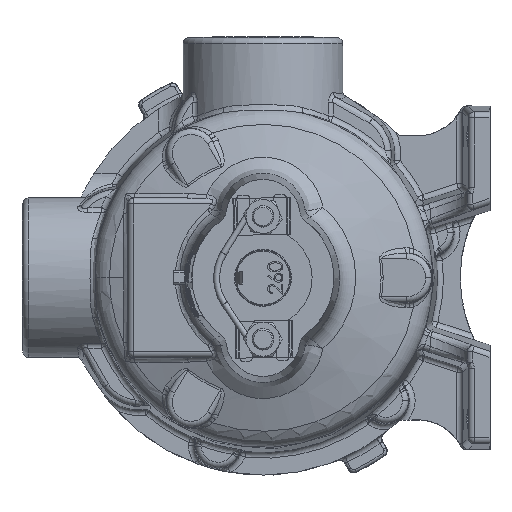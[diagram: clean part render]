
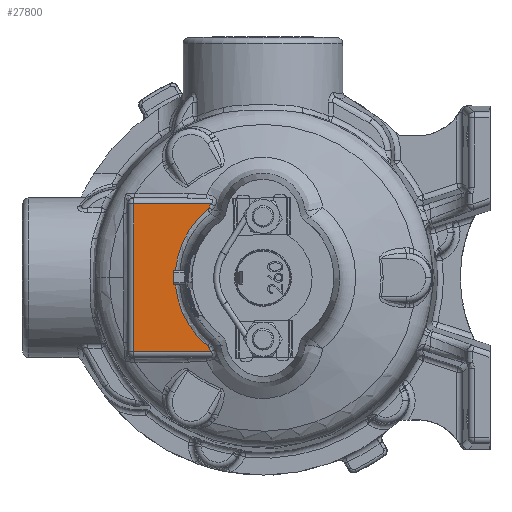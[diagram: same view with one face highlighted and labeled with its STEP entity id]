
A CAD part, left-side view. The second image highlights one B-rep face of the part: STEP entity #27800.
In plain terms, the highlighted planar face has unit normal (-1, 0, 0).
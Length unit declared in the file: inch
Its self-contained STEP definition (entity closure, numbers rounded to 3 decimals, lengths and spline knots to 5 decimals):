
#1015 = CARTESIAN_POINT ( 'NONE',  ( -4.25, 1.10329, 1.41295 ) ) ;
#1047 = DIRECTION ( 'NONE',  ( 1., 0., 0. ) ) ;
#1604 = EDGE_CURVE ( 'NONE', #1732, #39885, #13140, .T. ) ;
#1732 = VERTEX_POINT ( 'NONE', #60929 ) ;
#3651 = CARTESIAN_POINT ( 'NONE',  ( -4.25, 1.07362, -1.47673 ) ) ;
#4329 = VECTOR ( 'NONE', #37668, 39.37008 ) ;
#4508 = DIRECTION ( 'NONE',  ( 0., 0., -1. ) ) ;
#5662 = CARTESIAN_POINT ( 'NONE',  ( -4.25, 2.63, 1.505 ) ) ;
#8672 = LINE ( 'NONE', #45347, #33688 ) ;
#9780 = ORIENTED_EDGE ( 'NONE', *, *, #47257, .T. ) ;
#9847 = LINE ( 'NONE', #39970, #34869 ) ;
#13140 = B_SPLINE_CURVE_WITH_KNOTS ( 'NONE', 3,
 ( #50921, #20993, #55915, #26001, #1015, #36009 ),
 .UNSPECIFIED., .F., .F.,
 ( 4, 2, 4 ),
 ( 0., 0.00055, 0.00109 ),
 .UNSPECIFIED. ) ;
#13719 = CARTESIAN_POINT ( 'NONE',  ( -4.25, 1.08713, -1.44818 ) ) ;
#13817 = B_SPLINE_CURVE_WITH_KNOTS ( 'NONE', 3,
 ( #40880, #15924, #55929, #26018 ),
 .UNSPECIFIED., .F., .F.,
 ( 4, 4 ),
 ( 0., 0.00241 ),
 .UNSPECIFIED. ) ;
#15924 = CARTESIAN_POINT ( 'NONE',  ( -4.25, 1.08713, 1.44818 ) ) ;
#16440 = ORIENTED_EDGE ( 'NONE', *, *, #21219, .T. ) ;
#16912 = CARTESIAN_POINT ( 'NONE',  ( -4.25, 1.05955, 1.505 ) ) ;
#17878 = ORIENTED_EDGE ( 'NONE', *, *, #29313, .T. ) ;
#20449 = EDGE_LOOP ( 'NONE', ( #59922, #9780, #41551, #24747, #63099, #17878, #22610, #16440 ) ) ;
#20993 = CARTESIAN_POINT ( 'NONE',  ( -4.25, 1.12084, 1.39058 ) ) ;
#21219 = EDGE_CURVE ( 'NONE', #36184, #41244, #51031, .T. ) ;
#22354 = EDGE_CURVE ( 'NONE', #39885, #23264, #13817, .T. ) ;
#22589 = CARTESIAN_POINT ( 'NONE',  ( -4.25, 1.10708, -1.40678 ) ) ;
#22610 = ORIENTED_EDGE ( 'NONE', *, *, #64475, .T. ) ;
#23164 = EDGE_CURVE ( 'NONE', #23264, #42192, #8672, .T. ) ;
#23264 = VERTEX_POINT ( 'NONE', #16912 ) ;
#24747 = ORIENTED_EDGE ( 'NONE', *, *, #22354, .T. ) ;
#25490 = VERTEX_POINT ( 'NONE', #37497 ) ;
#26001 = CARTESIAN_POINT ( 'NONE',  ( -4.25, 1.107, 1.4069 ) ) ;
#26018 = CARTESIAN_POINT ( 'NONE',  ( -4.25, 1.05955, 1.505 ) ) ;
#27589 = CARTESIAN_POINT ( 'NONE',  ( -4.25, 1.12084, -1.39058 ) ) ;
#27800 = ADVANCED_FACE ( 'NONE', ( #60874 ), #34255, .F. ) ;
#29052 = CARTESIAN_POINT ( 'NONE',  ( -4.25, 1.12641, -1.38605 ) ) ;
#29310 = EDGE_CURVE ( 'NONE', #41244, #32108, #41712, .T. ) ;
#29313 = EDGE_CURVE ( 'NONE', #42192, #25490, #30921, .T. ) ;
#30921 = LINE ( 'NONE', #47469, #4329 ) ;
#31019 = CARTESIAN_POINT ( 'NONE',  ( -4.25, 0., 0. ) ) ;
#31370 = AXIS2_PLACEMENT_3D ( 'NONE', #64412, #34455, #4508 ) ;
#32108 = VERTEX_POINT ( 'NONE', #29052 ) ;
#32930 = CIRCLE ( 'NONE', #54701, 1.78604 ) ;
#33688 = VECTOR ( 'NONE', #50343, 39.37008 ) ;
#34255 = PLANE ( 'NONE',  #31370 ) ;
#34455 = DIRECTION ( 'NONE',  ( 1., 0., 0. ) ) ;
#34869 = VECTOR ( 'NONE', #44976, 39.37008 ) ;
#36009 = CARTESIAN_POINT ( 'NONE',  ( -4.25, 1.1003, 1.41948 ) ) ;
#36046 = DIRECTION ( 'NONE',  ( 0., 0., -1. ) ) ;
#36184 = VERTEX_POINT ( 'NONE', #61819 ) ;
#36301 = CARTESIAN_POINT ( 'NONE',  ( -4.25, 1.1003, 1.41948 ) ) ;
#37497 = CARTESIAN_POINT ( 'NONE',  ( -4.25, 2.63, -1.505 ) ) ;
#37668 = DIRECTION ( 'NONE',  ( 0., 0., -1. ) ) ;
#38695 = CARTESIAN_POINT ( 'NONE',  ( -4.25, 1.05955, -1.505 ) ) ;
#39297 = CARTESIAN_POINT ( 'NONE',  ( -4.25, 1.1003, -1.41948 ) ) ;
#39885 = VERTEX_POINT ( 'NONE', #36301 ) ;
#39970 = CARTESIAN_POINT ( 'NONE',  ( -4.25, 0., -1.505 ) ) ;
#40880 = CARTESIAN_POINT ( 'NONE',  ( -4.25, 1.1003, 1.41948 ) ) ;
#41244 = VERTEX_POINT ( 'NONE', #39297 ) ;
#41551 = ORIENTED_EDGE ( 'NONE', *, *, #1604, .T. ) ;
#41712 = B_SPLINE_CURVE_WITH_KNOTS ( 'NONE', 3,
 ( #47253, #52547, #22589, #57527, #27589, #62531 ),
 .UNSPECIFIED., .F., .F.,
 ( 4, 2, 4 ),
 ( 0., 0.00055, 0.00109 ),
 .UNSPECIFIED. ) ;
#42192 = VERTEX_POINT ( 'NONE', #5662 ) ;
#44976 = DIRECTION ( 'NONE',  ( 0., -1., 0. ) ) ;
#45347 = CARTESIAN_POINT ( 'NONE',  ( -4.25, 0., 1.505 ) ) ;
#47253 = CARTESIAN_POINT ( 'NONE',  ( -4.25, 1.1003, -1.41948 ) ) ;
#47257 = EDGE_CURVE ( 'NONE', #32108, #1732, #32930, .T. ) ;
#47469 = CARTESIAN_POINT ( 'NONE',  ( -4.25, 2.63, 0. ) ) ;
#48706 = CARTESIAN_POINT ( 'NONE',  ( -4.25, 1.1003, -1.41948 ) ) ;
#50343 = DIRECTION ( 'NONE',  ( 0., 1., 0. ) ) ;
#50921 = CARTESIAN_POINT ( 'NONE',  ( -4.25, 1.12641, 1.38605 ) ) ;
#51031 = B_SPLINE_CURVE_WITH_KNOTS ( 'NONE', 3,
 ( #38695, #3651, #13719, #48706 ),
 .UNSPECIFIED., .F., .F.,
 ( 4, 4 ),
 ( 0., 0.00241 ),
 .UNSPECIFIED. ) ;
#52547 = CARTESIAN_POINT ( 'NONE',  ( -4.25, 1.10329, -1.41294 ) ) ;
#54701 = AXIS2_PLACEMENT_3D ( 'NONE', #31019, #1047, #36046 ) ;
#55915 = CARTESIAN_POINT ( 'NONE',  ( -4.25, 1.11576, 1.39572 ) ) ;
#55929 = CARTESIAN_POINT ( 'NONE',  ( -4.25, 1.07362, 1.47673 ) ) ;
#57527 = CARTESIAN_POINT ( 'NONE',  ( -4.25, 1.11585, -1.39562 ) ) ;
#59922 = ORIENTED_EDGE ( 'NONE', *, *, #29310, .T. ) ;
#60874 = FACE_OUTER_BOUND ( 'NONE', #20449, .T. ) ;
#60929 = CARTESIAN_POINT ( 'NONE',  ( -4.25, 1.12641, 1.38605 ) ) ;
#61819 = CARTESIAN_POINT ( 'NONE',  ( -4.25, 1.05955, -1.505 ) ) ;
#62531 = CARTESIAN_POINT ( 'NONE',  ( -4.25, 1.12641, -1.38605 ) ) ;
#63099 = ORIENTED_EDGE ( 'NONE', *, *, #23164, .T. ) ;
#64412 = CARTESIAN_POINT ( 'NONE',  ( -4.25, 0., 0. ) ) ;
#64475 = EDGE_CURVE ( 'NONE', #25490, #36184, #9847, .T. ) ;
